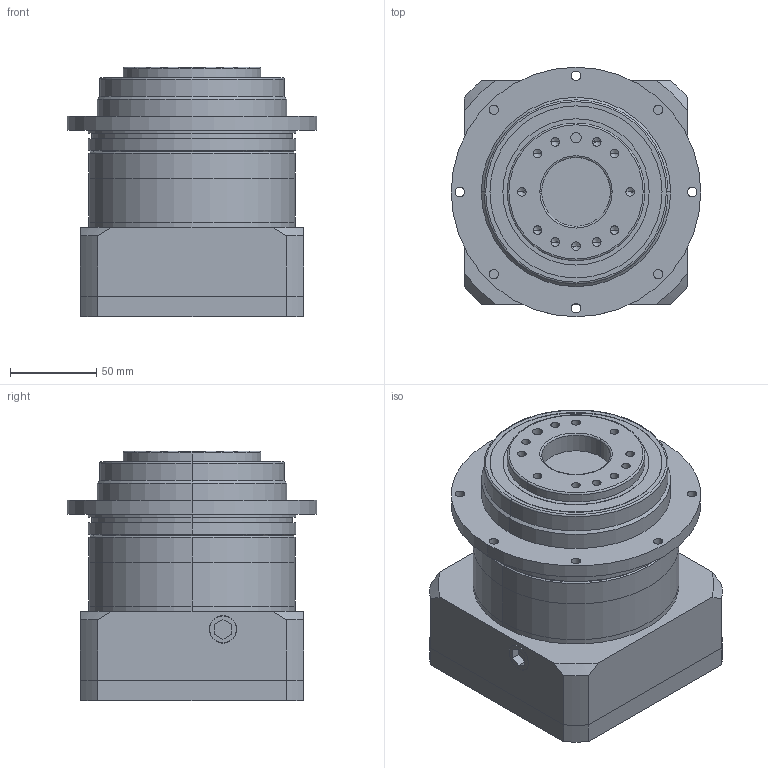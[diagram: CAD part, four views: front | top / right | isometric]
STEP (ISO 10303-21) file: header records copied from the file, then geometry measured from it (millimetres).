
FILE_DESCRIPTION (( 'STEP AP214' ), '1' );
FILE_NAME ('VGH110单级模型（22-70 110-5 4-9-145）.STEP', '2019-01-11T00:43:31', ( 'Windows' ), ( 'Microsoft' ), 'SwSTEP 2.0', 'SolidWorks 2016', '' );
FILE_SCHEMA (( 'AUTOMOTIVE_DESIGN' ));
Length unit declared in the file: millimetre
Products named in the file (3): VGH110单级模型（22-70 110-5 4-9-145）; VGH110等撰耀倰; VGE115后过渡板（-70 110-5 4-9-145）
Assembly tree (2 placements, depth 2):
  VGH110单级模型（22-70 110-5 4-9-145）
    VGH110等撰耀倰
    VGE115后过渡板（-70 110-5 4-9-145）
Bounding box: 145 x 145 x 145 mm (x, y, z)
Volume: 1466956.4 mm3; surface area: 208698.9 mm2
Topology: 4 solids, 4 shells, 280 faces, 680 edges, 423 vertices
Faces by surface type: cylinder 138, plane 92, cone 40, torus 10
Entity records: 8927 total; most frequent: CARTESIAN_POINT 1554, DIRECTION 1502, ORIENTED_EDGE 1300, EDGE_CURVE 650, AXIS2_PLACEMENT_3D 587, VERTEX_POINT 423, EDGE_LOOP 353, VECTOR 328
